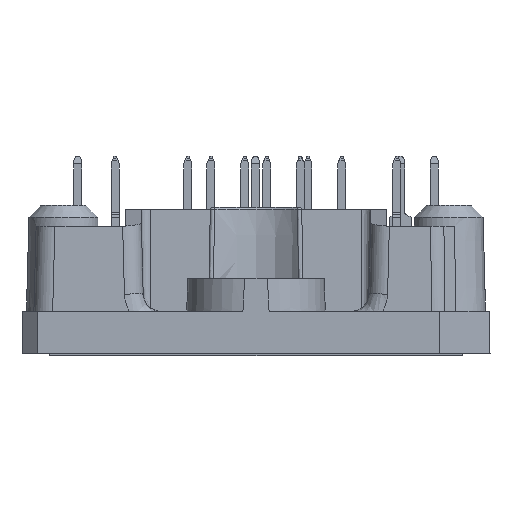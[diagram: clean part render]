
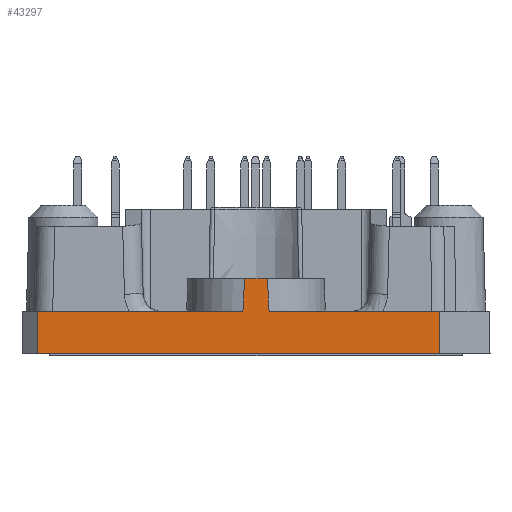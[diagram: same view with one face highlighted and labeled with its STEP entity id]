
A CAD part, left-side view. The second image highlights one B-rep face of the part: STEP entity #43297.
In plain terms, the highlighted planar face has unit normal (-1, 0, 0.018).
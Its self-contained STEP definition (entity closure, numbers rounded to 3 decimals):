
#2547=B_SPLINE_CURVE_WITH_KNOTS('',3,(#64658,#64659,#64660,#64661),
 .UNSPECIFIED.,.F.,.F.,(4,4),(0.,0.003),.UNSPECIFIED.);
#2550=B_SPLINE_CURVE_WITH_KNOTS('',3,(#64679,#64680,#64681,#64682),
 .UNSPECIFIED.,.F.,.F.,(4,4),(0.,0.003),.UNSPECIFIED.);
#5367=ORIENTED_EDGE('',*,*,#14059,.F.);
#5368=ORIENTED_EDGE('',*,*,#14179,.T.);
#5369=ORIENTED_EDGE('',*,*,#14113,.T.);
#5370=ORIENTED_EDGE('',*,*,#14180,.T.);
#5371=ORIENTED_EDGE('',*,*,#14036,.F.);
#5372=ORIENTED_EDGE('',*,*,#13918,.T.);
#5373=ORIENTED_EDGE('',*,*,#13950,.T.);
#5374=ORIENTED_EDGE('',*,*,#13924,.F.);
#13918=EDGE_CURVE('',#18162,#18161,#2547,.T.);
#13924=EDGE_CURVE('',#18166,#18167,#2550,.T.);
#13950=EDGE_CURVE('',#18161,#18167,#21117,.F.);
#14036=EDGE_CURVE('',#18162,#18253,#21154,.F.);
#14059=EDGE_CURVE('',#18271,#18166,#21170,.F.);
#14113=EDGE_CURVE('',#18320,#18319,#21196,.F.);
#14179=EDGE_CURVE('',#18271,#18320,#21247,.F.);
#14180=EDGE_CURVE('',#18319,#18253,#21248,.F.);
#18161=VERTEX_POINT('',#64657);
#18162=VERTEX_POINT('',#64662);
#18166=VERTEX_POINT('',#64678);
#18167=VERTEX_POINT('',#64683);
#18253=VERTEX_POINT('',#65022);
#18271=VERTEX_POINT('',#65072);
#18319=VERTEX_POINT('',#65183);
#18320=VERTEX_POINT('',#65185);
#21117=LINE('',#64761,#24085);
#21154=LINE('',#65021,#24122);
#21170=LINE('',#65073,#24138);
#21196=LINE('',#65184,#24164);
#21247=LINE('',#65319,#24215);
#21248=LINE('',#65320,#24216);
#24085=VECTOR('',#49644,1000.);
#24122=VECTOR('',#49763,1000.);
#24138=VECTOR('',#49795,1000.);
#24164=VECTOR('',#49877,1000.);
#24215=VECTOR('',#49984,1000.);
#24216=VECTOR('',#49985,1000.);
#26749=EDGE_LOOP('',(#5367,#5368,#5369,#5370,#5371,#5372,#5373,#5374));
#28583=FACE_BOUND('',#26749,.T.);
#30082=PLANE('',#45269);
#43297=ADVANCED_FACE('',(#28583),#30082,.T.);
#45269=AXIS2_PLACEMENT_3D('',#65318,#49982,#49983);
#49644=DIRECTION('',(0.,-1.,0.));
#49763=DIRECTION('',(0.,1.,0.));
#49795=DIRECTION('',(0.,1.,0.));
#49877=DIRECTION('',(0.,1.,0.));
#49982=DIRECTION('',(-1.,0.,0.017));
#49983=DIRECTION('',(0.017,0.,1.));
#49984=DIRECTION('',(0.017,-0.017,1.));
#49985=DIRECTION('',(-0.017,-0.007,-1.));
#64657=CARTESIAN_POINT('',(-40.895,-0.913,6.));
#64658=CARTESIAN_POINT('',(-40.941,-1.044,3.4));
#64659=CARTESIAN_POINT('',(-40.926,-1.003,4.267));
#64660=CARTESIAN_POINT('',(-40.91,-0.959,5.133));
#64661=CARTESIAN_POINT('',(-40.895,-0.913,6.));
#64662=CARTESIAN_POINT('',(-40.941,-1.044,3.4));
#64678=CARTESIAN_POINT('',(-40.941,1.044,3.4));
#64679=CARTESIAN_POINT('',(-40.941,1.044,3.4));
#64680=CARTESIAN_POINT('',(-40.926,1.003,4.267));
#64681=CARTESIAN_POINT('',(-40.91,0.959,5.133));
#64682=CARTESIAN_POINT('',(-40.895,0.913,6.));
#64683=CARTESIAN_POINT('',(-40.895,0.913,6.));
#64761=CARTESIAN_POINT('',(-40.895,0.,6.));
#65021=CARTESIAN_POINT('',(-40.941,0.,3.4));
#65022=CARTESIAN_POINT('',(-40.941,-14.675,3.4));
#65072=CARTESIAN_POINT('',(-40.941,17.43,3.4));
#65073=CARTESIAN_POINT('',(-40.941,0.,3.4));
#65183=CARTESIAN_POINT('',(-41.,-14.7,0.));
#65184=CARTESIAN_POINT('',(-41.,0.,0.));
#65185=CARTESIAN_POINT('',(-41.,17.49,0.));
#65318=CARTESIAN_POINT('',(-41.,0.,0.));
#65319=CARTESIAN_POINT('',(-40.995,17.484,0.305));
#65320=CARTESIAN_POINT('',(-40.998,-14.699,0.134));
